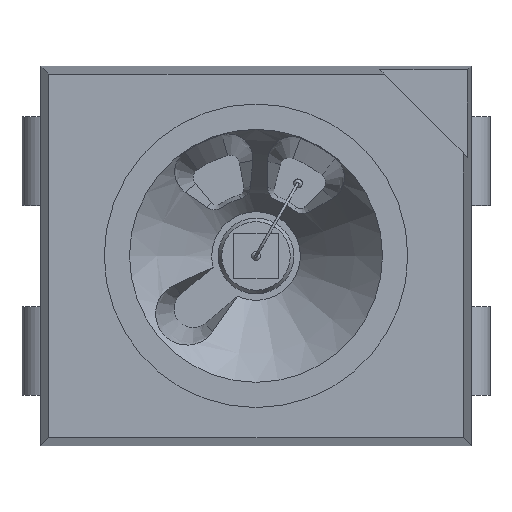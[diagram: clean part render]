
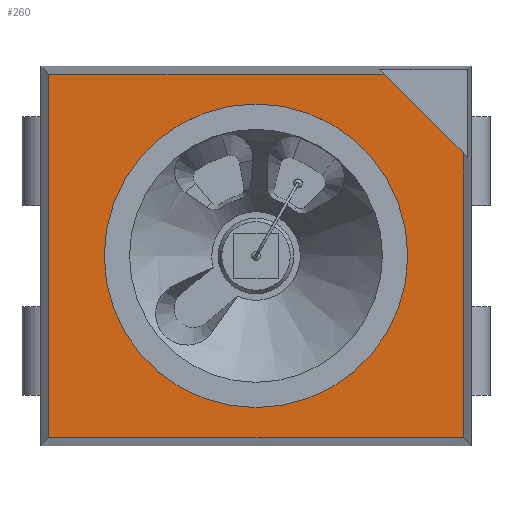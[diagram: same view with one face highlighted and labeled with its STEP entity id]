
A CAD part, top view. The second image highlights one B-rep face of the part: STEP entity #260.
In plain terms, the highlighted planar face has unit normal (0, 0, 1).
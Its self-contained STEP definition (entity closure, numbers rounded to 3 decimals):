
#260=ADVANCED_FACE('',(#1317,#1319),#1321,.T.);
#1317=FACE_BOUND('',#1318,.T.);
#1318=EDGE_LOOP('',(#2216,#2217,#2218,#2219,#2220));
#1319=FACE_BOUND('',#1320,.T.);
#1320=EDGE_LOOP('',(#2221));
#1321=PLANE('',#1322);
#1322=AXIS2_PLACEMENT_3D('',#1323,#1324,#1325);
#1323=CARTESIAN_POINT('',(0.,0.,2.1));
#1324=DIRECTION('',(0.,0.,1.));
#1325=DIRECTION('',(1.,0.,0.));
#2216=ORIENTED_EDGE('',*,*,#2782,.T.);
#2217=ORIENTED_EDGE('',*,*,#2776,.T.);
#2218=ORIENTED_EDGE('',*,*,#2781,.T.);
#2219=ORIENTED_EDGE('',*,*,#2779,.T.);
#2220=ORIENTED_EDGE('',*,*,#2786,.T.);
#2221=ORIENTED_EDGE('',*,*,#2787,.T.);
#2776=EDGE_CURVE('',#3109,#3115,#3117,.T.);
#2779=EDGE_CURVE('',#3121,#3119,#3122,.T.);
#2781=EDGE_CURVE('',#3115,#3121,#3124,.T.);
#2782=EDGE_CURVE('',#3125,#3109,#3126,.F.);
#2786=EDGE_CURVE('',#3119,#3125,#3131,.T.);
#2787=EDGE_CURVE('',#3132,#3132,#3133,.T.);
#3109=VERTEX_POINT('',#3726);
#3115=VERTEX_POINT('',#3738);
#3117=LINE('',#3742,#3743);
#3119=VERTEX_POINT('',#3748);
#3121=VERTEX_POINT('',#3752);
#3122=LINE('',#3753,#3754);
#3124=LINE('',#3759,#3760);
#3125=VERTEX_POINT('',#3762);
#3126=LINE('',#3763,#3764);
#3131=LINE('',#3776,#3777);
#3132=VERTEX_POINT('',#3779);
#3133=CIRCLE('',#3780,1.2);
#3726=CARTESIAN_POINT('',(1.013,1.437,2.1));
#3738=CARTESIAN_POINT('',(-1.637,1.437,2.1));
#3742=CARTESIAN_POINT('',(1.013,1.437,2.1));
#3743=VECTOR('',#3744,1.);
#3744=DIRECTION('',(-1.,0.,0.));
#3748=CARTESIAN_POINT('',(1.637,-1.437,2.1));
#3752=CARTESIAN_POINT('',(-1.637,-1.437,2.1));
#3753=CARTESIAN_POINT('',(-1.637,-1.437,2.1));
#3754=VECTOR('',#3755,1.);
#3755=DIRECTION('',(1.,0.,0.));
#3759=CARTESIAN_POINT('',(-1.637,1.437,2.1));
#3760=VECTOR('',#3761,1.);
#3761=DIRECTION('',(0.,-1.,0.));
#3762=CARTESIAN_POINT('',(1.637,0.813,2.1));
#3763=CARTESIAN_POINT('',(1.013,1.437,2.1));
#3764=VECTOR('',#3765,1.);
#3765=DIRECTION('',(0.707,-0.707,0.));
#3776=CARTESIAN_POINT('',(1.637,-1.437,2.1));
#3777=VECTOR('',#3778,1.);
#3778=DIRECTION('',(0.,1.,0.));
#3779=CARTESIAN_POINT('',(-1.2,0.,2.1));
#3780=AXIS2_PLACEMENT_3D('',#3781,#3782,#3783);
#3781=CARTESIAN_POINT('',(0.,0.,2.1));
#3782=DIRECTION('',(-0.,-0.,-1.));
#3783=DIRECTION('',(-1.,0.,0.));
